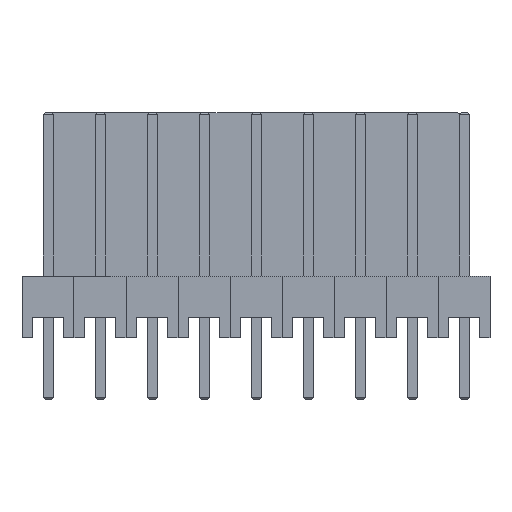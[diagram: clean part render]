
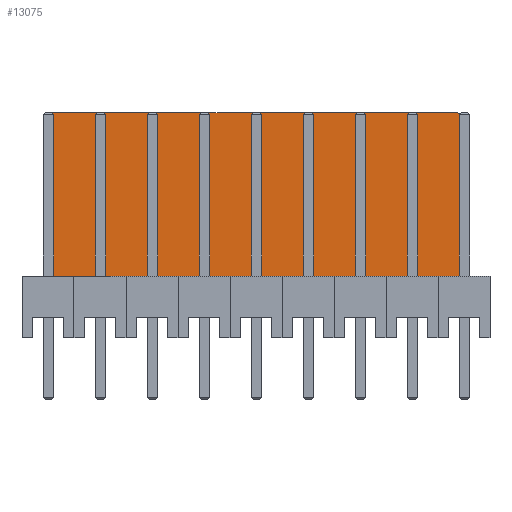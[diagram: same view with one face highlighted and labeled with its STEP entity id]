
A CAD part, front view. The second image highlights one B-rep face of the part: STEP entity #13075.
In plain terms, the highlighted face is planar.
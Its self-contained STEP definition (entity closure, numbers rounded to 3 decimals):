
#12725 = PLANE('',#12726);
#12726 = AXIS2_PLACEMENT_3D('',#12727,#12728,#12729);
#12727 = CARTESIAN_POINT('',(21.52,3.,0.));
#12728 = DIRECTION('',(-1.,0.,0.));
#12729 = DIRECTION('',(0.,1.,0.));
#12750 = VERTEX_POINT('',#12751);
#12751 = CARTESIAN_POINT('',(21.52,3.,1.));
#12765 = PLANE('',#12766);
#12766 = AXIS2_PLACEMENT_3D('',#12767,#12768,#12769);
#12767 = CARTESIAN_POINT('',(1.2,3.,0.));
#12768 = DIRECTION('',(0.,1.,0.));
#12769 = DIRECTION('',(1.,0.,0.));
#12777 = EDGE_CURVE('',#12750,#12778,#12780,.T.);
#12778 = VERTEX_POINT('',#12779);
#12779 = CARTESIAN_POINT('',(21.52,10.7,1.));
#12780 = SURFACE_CURVE('',#12781,(#12785,#12792),.PCURVE_S1.);
#12781 = LINE('',#12782,#12783);
#12782 = CARTESIAN_POINT('',(21.52,3.,1.));
#12783 = VECTOR('',#12784,1.);
#12784 = DIRECTION('',(0.,1.,0.));
#12785 = PCURVE('',#12725,#12786);
#12786 = DEFINITIONAL_REPRESENTATION('',(#12787),#12791);
#12787 = LINE('',#12788,#12789);
#12788 = CARTESIAN_POINT('',(0.,-1.));
#12789 = VECTOR('',#12790,1.);
#12790 = DIRECTION('',(1.,0.));
#12791 = ( GEOMETRIC_REPRESENTATION_CONTEXT(2) 
PARAMETRIC_REPRESENTATION_CONTEXT() REPRESENTATION_CONTEXT('2D SPACE',''
  ) );
#12792 = PCURVE('',#12793,#12798);
#12793 = PLANE('',#12794);
#12794 = AXIS2_PLACEMENT_3D('',#12795,#12796,#12797);
#12795 = CARTESIAN_POINT('',(21.52,3.,1.));
#12796 = DIRECTION('',(0.,0.,-1.));
#12797 = DIRECTION('',(0.,1.,0.));
#12798 = DEFINITIONAL_REPRESENTATION('',(#12799),#12803);
#12799 = LINE('',#12800,#12801);
#12800 = CARTESIAN_POINT('',(0.,0.));
#12801 = VECTOR('',#12802,1.);
#12802 = DIRECTION('',(1.,0.));
#12803 = ( GEOMETRIC_REPRESENTATION_CONTEXT(2) 
PARAMETRIC_REPRESENTATION_CONTEXT() REPRESENTATION_CONTEXT('2D SPACE',''
  ) );
#12819 = CYLINDRICAL_SURFACE('',#12820,0.3);
#12820 = AXIS2_PLACEMENT_3D('',#12821,#12822,#12823);
#12821 = CARTESIAN_POINT('',(21.22,10.7,0.));
#12822 = DIRECTION('',(0.,0.,1.));
#12823 = DIRECTION('',(1.,0.,-0.));
#12874 = PLANE('',#12875);
#12875 = AXIS2_PLACEMENT_3D('',#12876,#12877,#12878);
#12876 = CARTESIAN_POINT('',(1.2,11.,0.));
#12877 = DIRECTION('',(1.,0.,0.));
#12878 = DIRECTION('',(0.,-1.,0.));
#12907 = CYLINDRICAL_SURFACE('',#12908,0.3);
#12908 = AXIS2_PLACEMENT_3D('',#12909,#12910,#12911);
#12909 = CARTESIAN_POINT('',(1.5,10.7,0.));
#12910 = DIRECTION('',(0.,0.,1.));
#12911 = DIRECTION('',(-0.,1.,0.));
#12935 = PLANE('',#12936);
#12936 = AXIS2_PLACEMENT_3D('',#12937,#12938,#12939);
#12937 = CARTESIAN_POINT('',(21.52,11.,0.));
#12938 = DIRECTION('',(0.,-1.,0.));
#12939 = DIRECTION('',(-1.,0.,0.));
#12978 = VERTEX_POINT('',#12979);
#12979 = CARTESIAN_POINT('',(21.22,11.,1.));
#13000 = EDGE_CURVE('',#12778,#12978,#13001,.T.);
#13001 = SURFACE_CURVE('',#13002,(#13007,#13014),.PCURVE_S1.);
#13002 = CIRCLE('',#13003,0.3);
#13003 = AXIS2_PLACEMENT_3D('',#13004,#13005,#13006);
#13004 = CARTESIAN_POINT('',(21.22,10.7,1.));
#13005 = DIRECTION('',(0.,0.,1.));
#13006 = DIRECTION('',(0.,-1.,0.));
#13007 = PCURVE('',#12819,#13008);
#13008 = DEFINITIONAL_REPRESENTATION('',(#13009),#13013);
#13009 = LINE('',#13010,#13011);
#13010 = CARTESIAN_POINT('',(-1.571,1.));
#13011 = VECTOR('',#13012,1.);
#13012 = DIRECTION('',(1.,0.));
#13013 = ( GEOMETRIC_REPRESENTATION_CONTEXT(2) 
PARAMETRIC_REPRESENTATION_CONTEXT() REPRESENTATION_CONTEXT('2D SPACE',''
  ) );
#13014 = PCURVE('',#12793,#13015);
#13015 = DEFINITIONAL_REPRESENTATION('',(#13016),#13024);
#13016 = ( BOUNDED_CURVE() B_SPLINE_CURVE(2,(#13017,#13018,#13019,#13020
    ,#13021,#13022,#13023),.UNSPECIFIED.,.F.,.F.) 
B_SPLINE_CURVE_WITH_KNOTS((1,2,2,2,2,1),(-2.094,0.,
    2.094,4.189,6.283,8.378),
.UNSPECIFIED.) CURVE() GEOMETRIC_REPRESENTATION_ITEM() 
RATIONAL_B_SPLINE_CURVE((1.,0.5,1.,0.5,1.,0.5,1.)) REPRESENTATION_ITEM(
  '') );
#13017 = CARTESIAN_POINT('',(7.4,-0.3));
#13018 = CARTESIAN_POINT('',(7.4,0.22));
#13019 = CARTESIAN_POINT('',(7.85,-0.04));
#13020 = CARTESIAN_POINT('',(8.3,-0.3));
#13021 = CARTESIAN_POINT('',(7.85,-0.56));
#13022 = CARTESIAN_POINT('',(7.4,-0.82));
#13023 = CARTESIAN_POINT('',(7.4,-0.3));
#13024 = ( GEOMETRIC_REPRESENTATION_CONTEXT(2) 
PARAMETRIC_REPRESENTATION_CONTEXT() REPRESENTATION_CONTEXT('2D SPACE',''
  ) );
#13031 = VERTEX_POINT('',#13032);
#13032 = CARTESIAN_POINT('',(1.2,3.,1.));
#13053 = EDGE_CURVE('',#13031,#12750,#13054,.T.);
#13054 = SURFACE_CURVE('',#13055,(#13059,#13066),.PCURVE_S1.);
#13055 = LINE('',#13056,#13057);
#13056 = CARTESIAN_POINT('',(1.2,3.,1.));
#13057 = VECTOR('',#13058,1.);
#13058 = DIRECTION('',(1.,0.,0.));
#13059 = PCURVE('',#12765,#13060);
#13060 = DEFINITIONAL_REPRESENTATION('',(#13061),#13065);
#13061 = LINE('',#13062,#13063);
#13062 = CARTESIAN_POINT('',(0.,-1.));
#13063 = VECTOR('',#13064,1.);
#13064 = DIRECTION('',(1.,0.));
#13065 = ( GEOMETRIC_REPRESENTATION_CONTEXT(2) 
PARAMETRIC_REPRESENTATION_CONTEXT() REPRESENTATION_CONTEXT('2D SPACE',''
  ) );
#13066 = PCURVE('',#12793,#13067);
#13067 = DEFINITIONAL_REPRESENTATION('',(#13068),#13072);
#13068 = LINE('',#13069,#13070);
#13069 = CARTESIAN_POINT('',(0.,-20.32));
#13070 = VECTOR('',#13071,1.);
#13071 = DIRECTION('',(0.,1.));
#13072 = ( GEOMETRIC_REPRESENTATION_CONTEXT(2) 
PARAMETRIC_REPRESENTATION_CONTEXT() REPRESENTATION_CONTEXT('2D SPACE',''
  ) );
#13075 = ADVANCED_FACE('',(#13076),#12793,.F.);
#13076 = FACE_BOUND('',#13077,.F.);
#13077 = EDGE_LOOP('',(#13078,#13079,#13080,#13103,#13131,#13152));
#13078 = ORIENTED_EDGE('',*,*,#12777,.F.);
#13079 = ORIENTED_EDGE('',*,*,#13053,.F.);
#13080 = ORIENTED_EDGE('',*,*,#13081,.F.);
#13081 = EDGE_CURVE('',#13082,#13031,#13084,.T.);
#13082 = VERTEX_POINT('',#13083);
#13083 = CARTESIAN_POINT('',(1.2,10.7,1.));
#13084 = SURFACE_CURVE('',#13085,(#13089,#13096),.PCURVE_S1.);
#13085 = LINE('',#13086,#13087);
#13086 = CARTESIAN_POINT('',(1.2,11.,1.));
#13087 = VECTOR('',#13088,1.);
#13088 = DIRECTION('',(0.,-1.,0.));
#13089 = PCURVE('',#12793,#13090);
#13090 = DEFINITIONAL_REPRESENTATION('',(#13091),#13095);
#13091 = LINE('',#13092,#13093);
#13092 = CARTESIAN_POINT('',(8.,-20.32));
#13093 = VECTOR('',#13094,1.);
#13094 = DIRECTION('',(-1.,0.));
#13095 = ( GEOMETRIC_REPRESENTATION_CONTEXT(2) 
PARAMETRIC_REPRESENTATION_CONTEXT() REPRESENTATION_CONTEXT('2D SPACE',''
  ) );
#13096 = PCURVE('',#12874,#13097);
#13097 = DEFINITIONAL_REPRESENTATION('',(#13098),#13102);
#13098 = LINE('',#13099,#13100);
#13099 = CARTESIAN_POINT('',(0.,-1.));
#13100 = VECTOR('',#13101,1.);
#13101 = DIRECTION('',(1.,0.));
#13102 = ( GEOMETRIC_REPRESENTATION_CONTEXT(2) 
PARAMETRIC_REPRESENTATION_CONTEXT() REPRESENTATION_CONTEXT('2D SPACE',''
  ) );
#13103 = ORIENTED_EDGE('',*,*,#13104,.F.);
#13104 = EDGE_CURVE('',#13105,#13082,#13107,.T.);
#13105 = VERTEX_POINT('',#13106);
#13106 = CARTESIAN_POINT('',(1.5,11.,1.));
#13107 = SURFACE_CURVE('',#13108,(#13113,#13124),.PCURVE_S1.);
#13108 = CIRCLE('',#13109,0.3);
#13109 = AXIS2_PLACEMENT_3D('',#13110,#13111,#13112);
#13110 = CARTESIAN_POINT('',(1.5,10.7,1.));
#13111 = DIRECTION('',(0.,0.,1.));
#13112 = DIRECTION('',(0.,-1.,0.));
#13113 = PCURVE('',#12793,#13114);
#13114 = DEFINITIONAL_REPRESENTATION('',(#13115),#13123);
#13115 = ( BOUNDED_CURVE() B_SPLINE_CURVE(2,(#13116,#13117,#13118,#13119
    ,#13120,#13121,#13122),.UNSPECIFIED.,.F.,.F.) 
B_SPLINE_CURVE_WITH_KNOTS((1,2,2,2,2,1),(-2.094,0.,
    2.094,4.189,6.283,8.378),
.UNSPECIFIED.) CURVE() GEOMETRIC_REPRESENTATION_ITEM() 
RATIONAL_B_SPLINE_CURVE((1.,0.5,1.,0.5,1.,0.5,1.)) REPRESENTATION_ITEM(
  '') );
#13116 = CARTESIAN_POINT('',(7.4,-20.02));
#13117 = CARTESIAN_POINT('',(7.4,-19.5));
#13118 = CARTESIAN_POINT('',(7.85,-19.76));
#13119 = CARTESIAN_POINT('',(8.3,-20.02));
#13120 = CARTESIAN_POINT('',(7.85,-20.28));
#13121 = CARTESIAN_POINT('',(7.4,-20.54));
#13122 = CARTESIAN_POINT('',(7.4,-20.02));
#13123 = ( GEOMETRIC_REPRESENTATION_CONTEXT(2) 
PARAMETRIC_REPRESENTATION_CONTEXT() REPRESENTATION_CONTEXT('2D SPACE',''
  ) );
#13124 = PCURVE('',#12907,#13125);
#13125 = DEFINITIONAL_REPRESENTATION('',(#13126),#13130);
#13126 = LINE('',#13127,#13128);
#13127 = CARTESIAN_POINT('',(-3.142,1.));
#13128 = VECTOR('',#13129,1.);
#13129 = DIRECTION('',(1.,0.));
#13130 = ( GEOMETRIC_REPRESENTATION_CONTEXT(2) 
PARAMETRIC_REPRESENTATION_CONTEXT() REPRESENTATION_CONTEXT('2D SPACE',''
  ) );
#13131 = ORIENTED_EDGE('',*,*,#13132,.F.);
#13132 = EDGE_CURVE('',#12978,#13105,#13133,.T.);
#13133 = SURFACE_CURVE('',#13134,(#13138,#13145),.PCURVE_S1.);
#13134 = LINE('',#13135,#13136);
#13135 = CARTESIAN_POINT('',(21.52,11.,1.));
#13136 = VECTOR('',#13137,1.);
#13137 = DIRECTION('',(-1.,0.,0.));
#13138 = PCURVE('',#12793,#13139);
#13139 = DEFINITIONAL_REPRESENTATION('',(#13140),#13144);
#13140 = LINE('',#13141,#13142);
#13141 = CARTESIAN_POINT('',(8.,0.));
#13142 = VECTOR('',#13143,1.);
#13143 = DIRECTION('',(0.,-1.));
#13144 = ( GEOMETRIC_REPRESENTATION_CONTEXT(2) 
PARAMETRIC_REPRESENTATION_CONTEXT() REPRESENTATION_CONTEXT('2D SPACE',''
  ) );
#13145 = PCURVE('',#12935,#13146);
#13146 = DEFINITIONAL_REPRESENTATION('',(#13147),#13151);
#13147 = LINE('',#13148,#13149);
#13148 = CARTESIAN_POINT('',(0.,-1.));
#13149 = VECTOR('',#13150,1.);
#13150 = DIRECTION('',(1.,0.));
#13151 = ( GEOMETRIC_REPRESENTATION_CONTEXT(2) 
PARAMETRIC_REPRESENTATION_CONTEXT() REPRESENTATION_CONTEXT('2D SPACE',''
  ) );
#13152 = ORIENTED_EDGE('',*,*,#13000,.F.);
